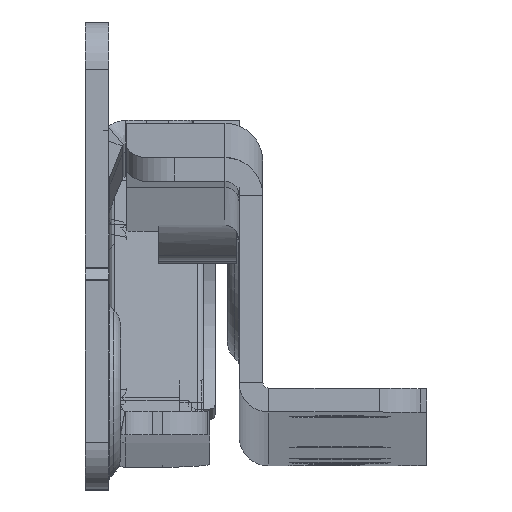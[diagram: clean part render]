
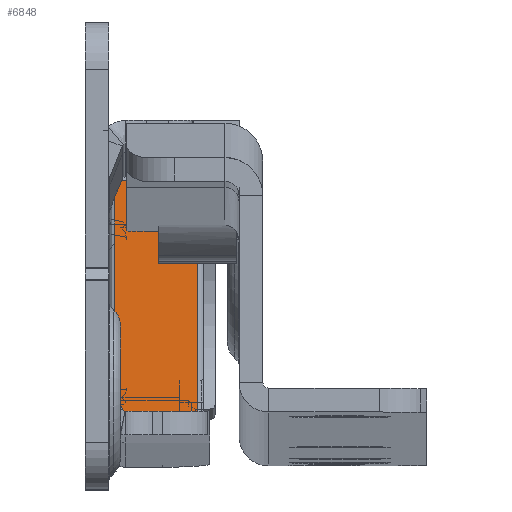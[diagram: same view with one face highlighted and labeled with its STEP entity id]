
A CAD part, top view. The second image highlights one B-rep face of the part: STEP entity #6848.
In plain terms, the highlighted face is planar.
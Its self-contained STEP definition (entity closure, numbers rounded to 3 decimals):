
#33 = CARTESIAN_POINT ( 'NONE',  ( 0., -11., 7.5 ) ) ;
#82 = ORIENTED_EDGE ( 'NONE', *, *, #6684, .F. ) ;
#356 = LINE ( 'NONE', #9794, #3917 ) ;
#1085 = ORIENTED_EDGE ( 'NONE', *, *, #11825, .T. ) ;
#1227 = LINE ( 'NONE', #5199, #8393 ) ;
#1285 = DIRECTION ( 'NONE',  ( 0., 0., -1. ) ) ;
#2316 = VERTEX_POINT ( 'NONE', #6701 ) ;
#2672 = CARTESIAN_POINT ( 'NONE',  ( 0., 11., 7.5 ) ) ;
#3734 = FACE_OUTER_BOUND ( 'NONE', #4373, .T. ) ;
#3917 = VECTOR ( 'NONE', #6837, 1000. ) ;
#4325 = VECTOR ( 'NONE', #5045, 1000. ) ;
#4373 = EDGE_LOOP ( 'NONE', ( #8685, #6246, #82, #1085 ) ) ;
#4870 = VERTEX_POINT ( 'NONE', #2672 ) ;
#5045 = DIRECTION ( 'NONE',  ( 0., -1., 0. ) ) ;
#5048 = VERTEX_POINT ( 'NONE', #33 ) ;
#5199 = CARTESIAN_POINT ( 'NONE',  ( 0., 11., 8. ) ) ;
#6096 = LINE ( 'NONE', #9937, #4325 ) ;
#6246 = ORIENTED_EDGE ( 'NONE', *, *, #6256, .T. ) ;
#6256 = EDGE_CURVE ( 'NONE', #2316, #9919, #6096, .T. ) ;
#6640 = DIRECTION ( 'NONE',  ( -1., 0., 0. ) ) ;
#6684 = EDGE_CURVE ( 'NONE', #5048, #9919, #356, .T. ) ;
#6701 = CARTESIAN_POINT ( 'NONE',  ( 0., 11., 0.5 ) ) ;
#6755 = CARTESIAN_POINT ( 'NONE',  ( 0., -11., 8. ) ) ;
#6812 = CARTESIAN_POINT ( 'NONE',  ( 0., -11., 0.5 ) ) ;
#6837 = DIRECTION ( 'NONE',  ( 0., 0., -1. ) ) ;
#6848 = ADVANCED_FACE ( 'NONE', ( #3734 ), #8470, .T. ) ;
#7283 = DIRECTION ( 'NONE',  ( 0., 1., 0. ) ) ;
#8123 = EDGE_CURVE ( 'NONE', #4870, #2316, #1227, .T. ) ;
#8243 = LINE ( 'NONE', #9175, #8782 ) ;
#8393 = VECTOR ( 'NONE', #1285, 1000. ) ;
#8470 = PLANE ( 'NONE',  #11180 ) ;
#8685 = ORIENTED_EDGE ( 'NONE', *, *, #8123, .T. ) ;
#8782 = VECTOR ( 'NONE', #7283, 1000. ) ;
#9175 = CARTESIAN_POINT ( 'NONE',  ( 0., -11., 7.5 ) ) ;
#9794 = CARTESIAN_POINT ( 'NONE',  ( 0., -11., 8. ) ) ;
#9919 = VERTEX_POINT ( 'NONE', #6812 ) ;
#9937 = CARTESIAN_POINT ( 'NONE',  ( 0., -11., 0.5 ) ) ;
#10483 = DIRECTION ( 'NONE',  ( 0., 0., 1. ) ) ;
#11180 = AXIS2_PLACEMENT_3D ( 'NONE', #6755, #6640, #10483 ) ;
#11825 = EDGE_CURVE ( 'NONE', #5048, #4870, #8243, .T. ) ;
